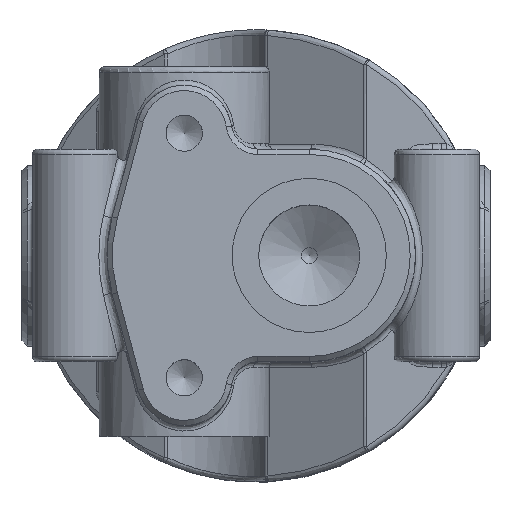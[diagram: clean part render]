
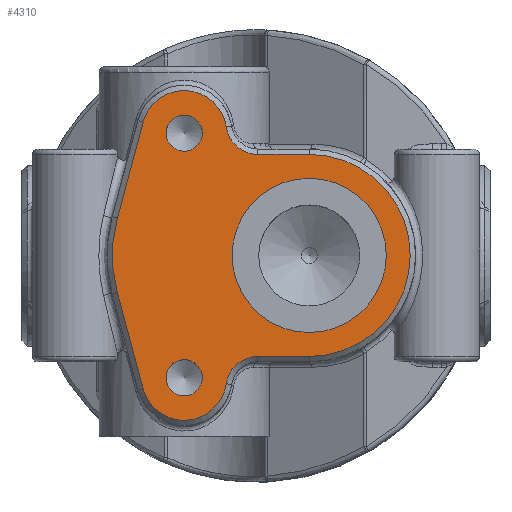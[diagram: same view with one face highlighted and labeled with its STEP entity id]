
A CAD part, top view. The second image highlights one B-rep face of the part: STEP entity #4310.
In plain terms, the highlighted planar face has unit normal (0, 0, 1).
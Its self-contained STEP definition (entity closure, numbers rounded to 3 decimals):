
#77=PLANE('',#4797);
#261=LINE('',#10944,#413);
#263=LINE('',#10949,#415);
#271=LINE('',#10980,#423);
#273=LINE('',#10985,#425);
#413=VECTOR('',#5431,1000.);
#415=VECTOR('',#5435,1000.);
#423=VECTOR('',#5469,1000.);
#425=VECTOR('',#5473,1000.);
#675=CIRCLE('',#4637,27.);
#678=CIRCLE('',#4643,8.);
#679=CIRCLE('',#4645,8.);
#682=CIRCLE('',#4649,6.);
#683=CIRCLE('',#4651,6.);
#685=CIRCLE('',#4656,19.);
#712=CIRCLE('',#4705,3.4);
#714=CIRCLE('',#4709,3.4);
#721=CIRCLE('',#4723,14.5);
#1761=ORIENTED_EDGE('',*,*,#2481,.F.);
#1762=ORIENTED_EDGE('',*,*,#2488,.F.);
#1763=ORIENTED_EDGE('',*,*,#2479,.F.);
#1764=ORIENTED_EDGE('',*,*,#2416,.T.);
#1765=ORIENTED_EDGE('',*,*,#2411,.T.);
#1766=ORIENTED_EDGE('',*,*,#2418,.T.);
#1767=ORIENTED_EDGE('',*,*,#2424,.T.);
#1768=ORIENTED_EDGE('',*,*,#2430,.T.);
#1769=ORIENTED_EDGE('',*,*,#2436,.T.);
#1770=ORIENTED_EDGE('',*,*,#2438,.T.);
#1771=ORIENTED_EDGE('',*,*,#2434,.T.);
#1772=ORIENTED_EDGE('',*,*,#2428,.T.);
#1773=ORIENTED_EDGE('',*,*,#2422,.T.);
#2411=EDGE_CURVE('',#2874,#2873,#675,.T.);
#2416=EDGE_CURVE('',#2876,#2874,#261,.T.);
#2418=EDGE_CURVE('',#2873,#2879,#263,.T.);
#2422=EDGE_CURVE('',#2880,#2876,#678,.T.);
#2424=EDGE_CURVE('',#2879,#2883,#679,.T.);
#2428=EDGE_CURVE('',#2884,#2880,#682,.T.);
#2430=EDGE_CURVE('',#2883,#2887,#683,.T.);
#2434=EDGE_CURVE('',#2888,#2884,#271,.T.);
#2436=EDGE_CURVE('',#2887,#2891,#273,.T.);
#2438=EDGE_CURVE('',#2891,#2888,#685,.T.);
#2479=EDGE_CURVE('',#2927,#2927,#712,.T.);
#2481=EDGE_CURVE('',#2930,#2930,#714,.T.);
#2488=EDGE_CURVE('',#2939,#2939,#721,.T.);
#2873=VERTEX_POINT('',#10933);
#2874=VERTEX_POINT('',#10935);
#2876=VERTEX_POINT('',#10941);
#2879=VERTEX_POINT('',#10948);
#2880=VERTEX_POINT('',#10953);
#2883=VERTEX_POINT('',#10960);
#2884=VERTEX_POINT('',#10965);
#2887=VERTEX_POINT('',#10972);
#2888=VERTEX_POINT('',#10977);
#2891=VERTEX_POINT('',#10984);
#2927=VERTEX_POINT('',#11278);
#2930=VERTEX_POINT('',#11285);
#2939=VERTEX_POINT('',#11308);
#3520=EDGE_LOOP('',(#1761));
#3521=EDGE_LOOP('',(#1762));
#3522=EDGE_LOOP('',(#1763));
#3523=EDGE_LOOP('',(#1764,#1765,#1766,#1767,#1768,#1769,#1770,#1771,#1772,
#1773));
#3896=FACE_BOUND('',#3520,.T.);
#3897=FACE_BOUND('',#3521,.T.);
#3898=FACE_BOUND('',#3522,.T.);
#3899=FACE_BOUND('',#3523,.T.);
#4310=ADVANCED_FACE('',(#3896,#3897,#3898,#3899),#77,.F.);
#4637=AXIS2_PLACEMENT_3D('',#10934,#5422,#5423);
#4643=AXIS2_PLACEMENT_3D('',#10956,#5442,#5443);
#4645=AXIS2_PLACEMENT_3D('',#10961,#5447,#5448);
#4649=AXIS2_PLACEMENT_3D('',#10968,#5456,#5457);
#4651=AXIS2_PLACEMENT_3D('',#10973,#5461,#5462);
#4656=AXIS2_PLACEMENT_3D('',#10988,#5477,#5478);
#4705=AXIS2_PLACEMENT_3D('',#11277,#5575,#5576);
#4709=AXIS2_PLACEMENT_3D('',#11284,#5583,#5584);
#4723=AXIS2_PLACEMENT_3D('',#11307,#5611,#5612);
#4797=AXIS2_PLACEMENT_3D('',#11419,#5783,#5784);
#5422=DIRECTION('',(0.,0.,1.));
#5423=DIRECTION('',(-1.,0.,0.));
#5431=DIRECTION('',(-0.259,-0.966,0.));
#5435=DIRECTION('',(0.259,-0.966,0.));
#5442=DIRECTION('',(0.,0.,1.));
#5443=DIRECTION('',(-1.,0.,0.));
#5447=DIRECTION('',(0.,0.,1.));
#5448=DIRECTION('',(-1.,0.,0.));
#5456=DIRECTION('',(0.,0.,-1.));
#5457=DIRECTION('',(-1.,0.,0.));
#5461=DIRECTION('',(0.,0.,-1.));
#5462=DIRECTION('',(-1.,0.,0.));
#5469=DIRECTION('',(-1.,0.,0.));
#5473=DIRECTION('',(1.,0.,0.));
#5477=DIRECTION('',(0.,0.,1.));
#5478=DIRECTION('',(-1.,0.,0.));
#5575=DIRECTION('',(0.,0.,1.));
#5576=DIRECTION('',(1.,0.,0.));
#5583=DIRECTION('',(0.,0.,1.));
#5584=DIRECTION('',(1.,0.,0.));
#5611=DIRECTION('',(0.,0.,1.));
#5612=DIRECTION('',(1.,0.,0.));
#5783=DIRECTION('',(0.,0.,-1.));
#5784=DIRECTION('',(-1.,0.,0.));
#10933=CARTESIAN_POINT('',(-26.077,-6.998,108.5));
#10934=CARTESIAN_POINT('',(0.,0.,108.5));
#10935=CARTESIAN_POINT('',(-26.077,6.998,108.5));
#10941=CARTESIAN_POINT('',(-21.227,25.074,108.5));
#10944=CARTESIAN_POINT('',(-26.077,6.998,108.5));
#10948=CARTESIAN_POINT('',(-21.227,-25.074,108.5));
#10949=CARTESIAN_POINT('',(-26.077,-6.998,108.5));
#10953=CARTESIAN_POINT('',(-5.582,24.143,108.5));
#10956=CARTESIAN_POINT('',(-13.5,23.,108.5));
#10960=CARTESIAN_POINT('',(-5.582,-24.143,108.5));
#10961=CARTESIAN_POINT('',(-13.5,-23.,108.5));
#10965=CARTESIAN_POINT('',(0.356,19.,108.5));
#10968=CARTESIAN_POINT('',(0.356,25.,108.5));
#10972=CARTESIAN_POINT('',(0.356,-19.,108.5));
#10973=CARTESIAN_POINT('',(0.356,-25.,108.5));
#10977=CARTESIAN_POINT('',(10.,19.,108.5));
#10980=CARTESIAN_POINT('',(0.,19.,108.5));
#10984=CARTESIAN_POINT('',(10.,-19.,108.5));
#10985=CARTESIAN_POINT('',(0.,-19.,108.5));
#10988=CARTESIAN_POINT('',(10.,0.,108.5));
#11277=CARTESIAN_POINT('',(-13.5,23.,108.5));
#11278=CARTESIAN_POINT('',(-10.1,23.,108.5));
#11284=CARTESIAN_POINT('',(-13.5,-23.,108.5));
#11285=CARTESIAN_POINT('',(-10.1,-23.,108.5));
#11307=CARTESIAN_POINT('',(10.,0.,108.5));
#11308=CARTESIAN_POINT('',(24.5,0.,108.5));
#11419=CARTESIAN_POINT('',(0.,0.,108.5));
